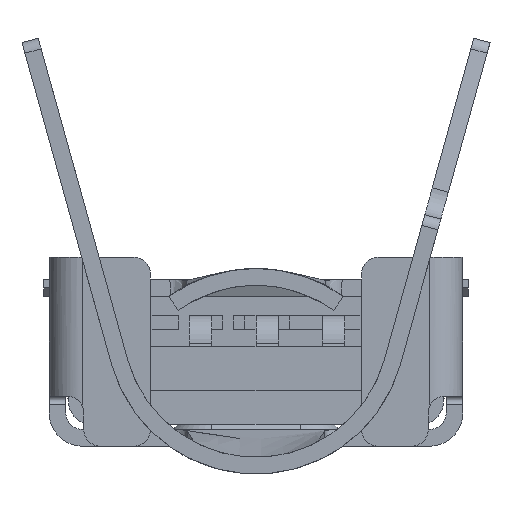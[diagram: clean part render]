
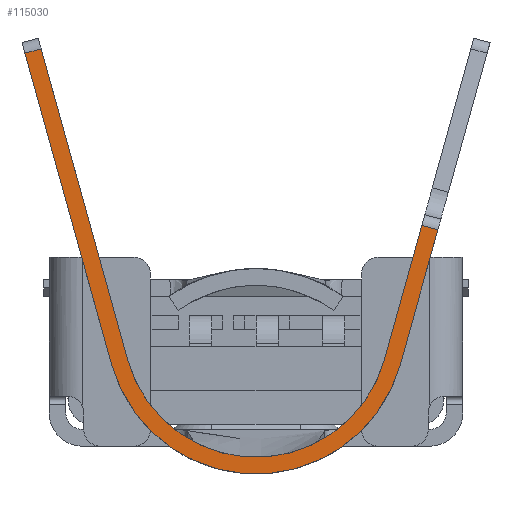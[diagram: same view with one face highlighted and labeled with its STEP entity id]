
A CAD part, front view. The second image highlights one B-rep face of the part: STEP entity #115030.
In plain terms, the highlighted planar face has unit normal (0, -1, 0).
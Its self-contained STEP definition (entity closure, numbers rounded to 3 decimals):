
#113150=CARTESIAN_POINT('',(-2.601,-9.7,
1.476));
#113160=VERTEX_POINT('',#113150);
#113190=CARTESIAN_POINT('',(0.,-9.7,
2.2));
#113200=DIRECTION('',(0.,-1.,0.));
#113210=DIRECTION('',(-1.,0.,0.));
#113220=AXIS2_PLACEMENT_3D('',#113190,#113200,#113210);
#113230=CIRCLE('',#113220,2.7);
#113240=CARTESIAN_POINT('',(2.601,-9.7,
1.476));
#113250=VERTEX_POINT('',#113240);
#113260=EDGE_CURVE('',#113160,#113250,#113230,.T.);
#114160=CARTESIAN_POINT('',(2.312,-9.7,
1.556));
#114170=VERTEX_POINT('',#114160);
#114200=CARTESIAN_POINT('',(0.,-9.7,
2.2));
#114210=DIRECTION('',(0.,-1.,0.));
#114220=DIRECTION('',(-1.,0.,0.));
#114230=AXIS2_PLACEMENT_3D('',#114200,#114210,#114220);
#114240=CIRCLE('',#114230,2.4);
#114250=CARTESIAN_POINT('',(-2.312,-9.7,
1.556));
#114260=VERTEX_POINT('',#114250);
#114270=EDGE_CURVE('',#114260,#114170,#114240,.T.);
#114500=CARTESIAN_POINT('',(-4.235,-9.7,
7.234));
#114510=DIRECTION('',(0.,-1.,0.));
#114520=DIRECTION('',(-1.,-0.,0.));
#114530=AXIS2_PLACEMENT_3D('',#114500,#114510,#114520);
#114540=PLANE('',#114530);
#114550=CARTESIAN_POINT('',(2.19,-9.7,0.));
#114560=DIRECTION('',(0.268,0.,0.963));
#114570=VECTOR('',#114560,1.);
#114580=LINE('',#114550,#114570);
#114590=CARTESIAN_POINT('',(3.275,-9.7,
3.898));
#114600=VERTEX_POINT('',#114590);
#114610=EDGE_CURVE('',#113250,#114600,#114580,.T.);
#114620=ORIENTED_EDGE('',*,*,#114610,.T.);
#114630=ORIENTED_EDGE('',*,*,#113260,.T.);
#114640=CARTESIAN_POINT('',(-2.19,-9.7,0.));
#114650=DIRECTION('',(-0.268,-0.,0.963));
#114660=VECTOR('',#114650,1.);
#114670=LINE('',#114640,#114660);
#114680=CARTESIAN_POINT('',(-4.16,-9.7,
7.077));
#114690=VERTEX_POINT('',#114680);
#114700=EDGE_CURVE('',#113160,#114690,#114670,.T.);
#114710=ORIENTED_EDGE('',*,*,#114700,.F.);
#114720=CARTESIAN_POINT('',(-3.871,-9.7,
7.157));
#114730=DIRECTION('',(-0.963,0.,-0.268));
#114740=VECTOR('',#114730,1.);
#114750=LINE('',#114720,#114740);
#114760=CARTESIAN_POINT('',(-3.871,-9.7,
7.157));
#114770=VERTEX_POINT('',#114760);
#114780=EDGE_CURVE('',#114770,#114690,#114750,.T.);
#114790=ORIENTED_EDGE('',*,*,#114780,.T.);
#114800=CARTESIAN_POINT('',(-1.879,-9.7,0.));
#114810=DIRECTION('',(0.268,-0.,-0.963));
#114820=VECTOR('',#114810,1.);
#114830=LINE('',#114800,#114820);
#114840=EDGE_CURVE('',#114770,#114260,#114830,.T.);
#114850=ORIENTED_EDGE('',*,*,#114840,.F.);
#114860=ORIENTED_EDGE('',*,*,#114270,.F.);
#114870=CARTESIAN_POINT('',(1.879,-9.7,0.));
#114880=DIRECTION('',(-0.268,0.,-0.963));
#114890=VECTOR('',#114880,1.);
#114900=LINE('',#114870,#114890);
#114910=CARTESIAN_POINT('',(2.986,-9.7,
3.978));
#114920=VERTEX_POINT('',#114910);
#114930=EDGE_CURVE('',#114920,#114170,#114900,.T.);
#114940=ORIENTED_EDGE('',*,*,#114930,.T.);
#114950=CARTESIAN_POINT('',(3.275,-9.7,
3.898));
#114960=DIRECTION('',(-0.963,0.,0.268));
#114970=VECTOR('',#114960,1.);
#114980=LINE('',#114950,#114970);
#114990=EDGE_CURVE('',#114600,#114920,#114980,.T.);
#115000=ORIENTED_EDGE('',*,*,#114990,.T.);
#115010=EDGE_LOOP('',(#115000,#114940,#114860,#114850,#114790,#114710,
#114630,#114620));
#115020=FACE_OUTER_BOUND('',#115010,.T.);
#115030=ADVANCED_FACE('',(#115020),#114540,.T.);
